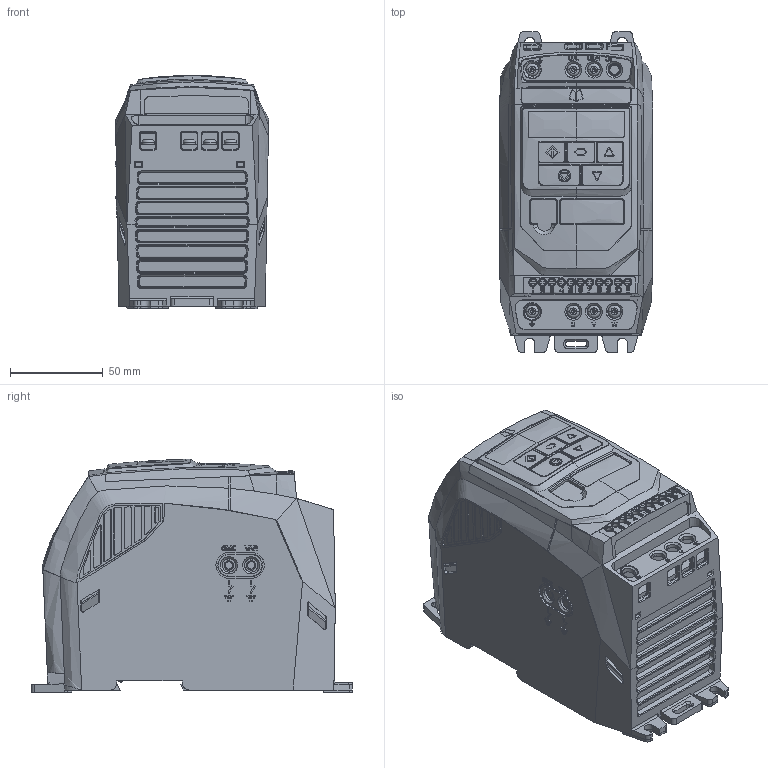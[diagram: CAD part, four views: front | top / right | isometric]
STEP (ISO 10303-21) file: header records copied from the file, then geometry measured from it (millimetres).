
FILE_DESCRIPTION (( 'STEP AP203' ), '1' );
FILE_NAME ('E3.IP20.SIZE1.STEP', '2022-01-25T09:59:44', ( '' ), ( '' ), 'SwSTEP 2.0', 'SolidWorks 2021', '' );
FILE_SCHEMA (( 'CONFIG_CONTROL_DESIGN' ));
Products named in the file (1): E3.IP20.SIZE1
Bounding box: 82.68 x 173.01 x 125.82 mm (x, y, z)
Volume: 1316410 mm3; surface area: 100177.1 mm2
Topology: 1 solids, 20 shells, 6452 faces, 18422 edges, 12094 vertices
Faces by surface type: plane 5018, bspline 837, cylinder 437, cone 133, torus 24, sphere 3
Entity records: 251845 total; most frequent: CARTESIAN_POINT 104309, ORIENTED_EDGE 36800, DIRECTION 21385, EDGE_CURVE 18400, VERTEX_POINT 12094, B_SPLINE_CURVE_WITH_KNOTS 8767, LINE 8273, VECTOR 8273
